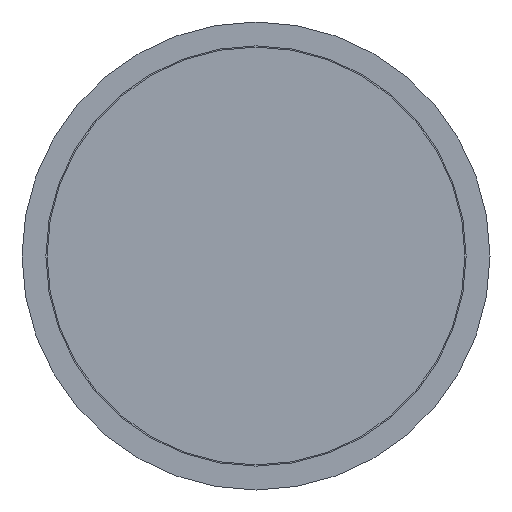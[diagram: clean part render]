
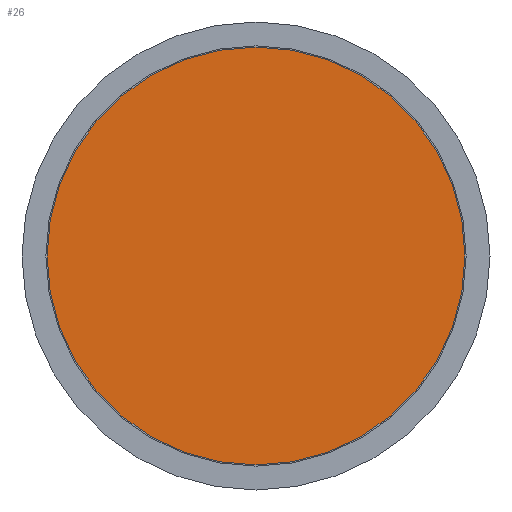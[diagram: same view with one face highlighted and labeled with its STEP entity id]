
A CAD part, front view. The second image highlights one B-rep face of the part: STEP entity #26.
In plain terms, the highlighted planar face has unit normal (0, -1, 0).
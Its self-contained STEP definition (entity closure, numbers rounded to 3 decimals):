
#26 = ADVANCED_FACE ( 'NONE', ( #574 ), #346, .F. ) ;
#28 = CARTESIAN_POINT ( 'NONE',  ( 0., 0., 0. ) ) ;
#33 = DIRECTION ( 'NONE',  ( 0., -1., 0. ) ) ;
#48 = DIRECTION ( 'NONE',  ( 0., 1., 0. ) ) ;
#130 = AXIS2_PLACEMENT_3D ( 'NONE', #28, #33, #416 ) ;
#177 = CARTESIAN_POINT ( 'NONE',  ( -43.75, 0., 0. ) ) ;
#213 = AXIS2_PLACEMENT_3D ( 'NONE', #177, #48, #278 ) ;
#278 = DIRECTION ( 'NONE',  ( 0., 0., 1. ) ) ;
#346 = PLANE ( 'NONE',  #213 ) ;
#399 = CARTESIAN_POINT ( 'NONE',  ( 0., 0., -43.75 ) ) ;
#416 = DIRECTION ( 'NONE',  ( 0., 0., -1. ) ) ;
#574 = FACE_OUTER_BOUND ( 'NONE', #730, .T. ) ;
#607 = EDGE_CURVE ( 'NONE', #711, #711, #856, .T. ) ;
#711 = VERTEX_POINT ( 'NONE', #399 ) ;
#730 = EDGE_LOOP ( 'NONE', ( #771 ) ) ;
#771 = ORIENTED_EDGE ( 'NONE', *, *, #607, .T. ) ;
#856 = CIRCLE ( 'NONE', #130, 43.75 ) ;
